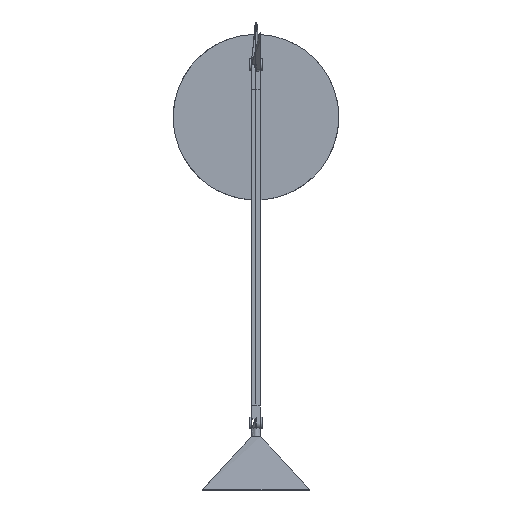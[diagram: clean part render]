
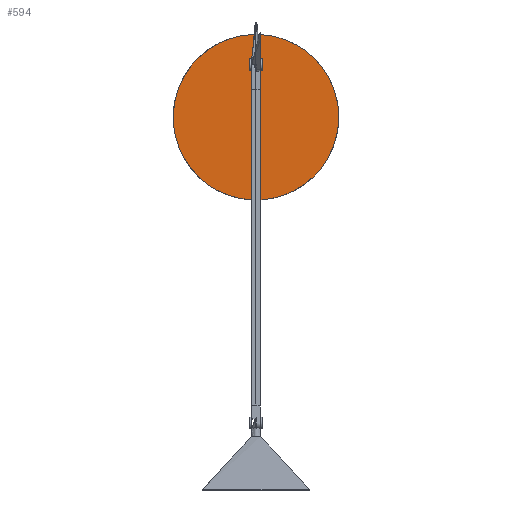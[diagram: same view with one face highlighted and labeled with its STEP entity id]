
A CAD part, top view. The second image highlights one B-rep face of the part: STEP entity #594.
In plain terms, the highlighted planar face has unit normal (0, 0, 1).
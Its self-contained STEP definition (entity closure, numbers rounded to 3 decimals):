
#594=ADVANCED_FACE($,(#706),#1761,.T.);
#706=FACE_OUTER_BOUND($,#820,.T.);
#820=EDGE_LOOP($,(#1237,#1238));
#1237=ORIENTED_EDGE($,*,*,#1485,.F.);
#1238=ORIENTED_EDGE($,*,*,#1481,.F.);
#1481=EDGE_CURVE($,#1643,#1646,#2035,.T.);
#1485=EDGE_CURVE($,#1646,#1643,#2037,.T.);
#1643=VERTEX_POINT($,#4579);
#1646=VERTEX_POINT($,#4582);
#1761=PLANE($,#2120);
#2035=(
BOUNDED_CURVE()
B_SPLINE_CURVE(2,(#4533,#4534,#4535,#4536,#4537),.UNSPECIFIED.,.F.,.F.)
B_SPLINE_CURVE_WITH_KNOTS((3,2,3),(-631.482,-473.611,-315.741),
.UNSPECIFIED.)
CURVE()
GEOMETRIC_REPRESENTATION_ITEM()
RATIONAL_B_SPLINE_CURVE((1.,0.707,1.,0.707,1.))
REPRESENTATION_ITEM($)
);
#2037=(
BOUNDED_CURVE()
B_SPLINE_CURVE(2,(#4547,#4548,#4549,#4550,#4551),.UNSPECIFIED.,.F.,.F.)
B_SPLINE_CURVE_WITH_KNOTS((3,2,3),(-315.741,-157.87,0.),
.UNSPECIFIED.)
CURVE()
GEOMETRIC_REPRESENTATION_ITEM()
RATIONAL_B_SPLINE_CURVE((1.,0.707,1.,0.707,1.))
REPRESENTATION_ITEM($)
);
#2120=AXIS2_PLACEMENT_3D($,#4557,#2213,$);
#2213=DIRECTION($,(0.,0.,1.));
#4533=CARTESIAN_POINT($,(-100.564,167.101,-267.036));
#4534=CARTESIAN_POINT($,(-100.564,267.604,-267.036));
#4535=CARTESIAN_POINT($,(-0.061,267.604,-267.036));
#4536=CARTESIAN_POINT($,(100.442,267.604,-267.036));
#4537=CARTESIAN_POINT($,(100.442,167.101,-267.036));
#4547=CARTESIAN_POINT($,(100.442,167.101,-267.036));
#4548=CARTESIAN_POINT($,(100.442,66.598,-267.036));
#4549=CARTESIAN_POINT($,(-0.061,66.598,-267.036));
#4550=CARTESIAN_POINT($,(-100.565,66.598,-267.036));
#4551=CARTESIAN_POINT($,(-100.564,167.101,-267.036));
#4557=CARTESIAN_POINT($,(100.442,267.604,-267.036));
#4579=CARTESIAN_POINT($,(-100.564,167.101,-267.036));
#4582=CARTESIAN_POINT($,(100.442,167.101,-267.036));
